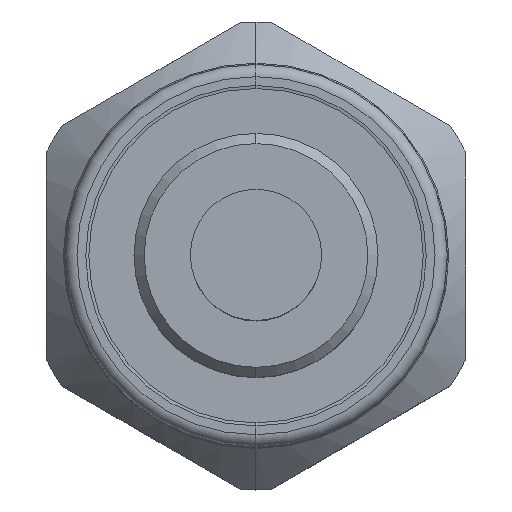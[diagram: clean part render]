
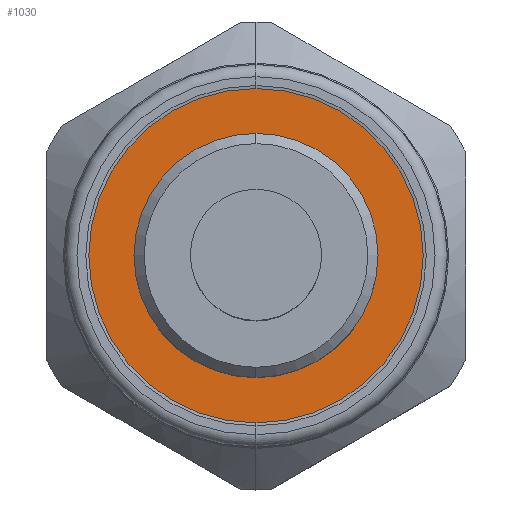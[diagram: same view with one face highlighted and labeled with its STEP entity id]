
A CAD part, top view. The second image highlights one B-rep face of the part: STEP entity #1030.
In plain terms, the highlighted planar face has unit normal (0, 0, 1).
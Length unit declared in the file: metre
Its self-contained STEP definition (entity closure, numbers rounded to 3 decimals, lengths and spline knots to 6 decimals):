
#81 = ORIENTED_EDGE ( 'NONE', *, *, #3132, .T. ) ;
#268 = CIRCLE ( 'NONE', #2078, 0.006 ) ;
#287 = ORIENTED_EDGE ( 'NONE', *, *, #2174, .T. ) ;
#374 = CARTESIAN_POINT ( 'NONE',  ( 0., 0., -0.021726 ) ) ;
#453 = AXIS2_PLACEMENT_3D ( 'NONE', #2939, #1096, #3237 ) ;
#539 = VERTEX_POINT ( 'NONE', #1048 ) ;
#694 = DIRECTION ( 'NONE',  ( 0., -1., 0. ) ) ;
#966 = CARTESIAN_POINT ( 'NONE',  ( 0., 0., -0.021726 ) ) ;
#1004 = DIRECTION ( 'NONE',  ( 0., 0., 1. ) ) ;
#1030 = ADVANCED_FACE ( 'NONE', ( #1860, #3817 ), #2804, .T. ) ;
#1034 = EDGE_LOOP ( 'NONE', ( #2329, #287 ) ) ;
#1048 = CARTESIAN_POINT ( 'NONE',  ( 0., 0.006, -0.021726 ) ) ;
#1096 = DIRECTION ( 'NONE',  ( 0., 0., 1. ) ) ;
#1139 = CARTESIAN_POINT ( 'NONE',  ( 0., 0., -0.021726 ) ) ;
#1171 = VERTEX_POINT ( 'NONE', #3064 ) ;
#1255 = DIRECTION ( 'NONE',  ( 0., 1., 0. ) ) ;
#1401 = EDGE_LOOP ( 'NONE', ( #4007, #81 ) ) ;
#1439 = AXIS2_PLACEMENT_3D ( 'NONE', #1139, #3286, #1449 ) ;
#1449 = DIRECTION ( 'NONE',  ( 0., -1., 0. ) ) ;
#1461 = CARTESIAN_POINT ( 'NONE',  ( 0., -0.006, -0.021726 ) ) ;
#1767 = AXIS2_PLACEMENT_3D ( 'NONE', #2845, #1004, #3141 ) ;
#1777 = AXIS2_PLACEMENT_3D ( 'NONE', #966, #3424, #1255 ) ;
#1837 = VERTEX_POINT ( 'NONE', #2703 ) ;
#1849 = CIRCLE ( 'NONE', #1767, 0.00822 ) ;
#1860 = FACE_OUTER_BOUND ( 'NONE', #1401, .T. ) ;
#1900 = CIRCLE ( 'NONE', #1439, 0.006 ) ;
#2078 = AXIS2_PLACEMENT_3D ( 'NONE', #374, #2536, #694 ) ;
#2086 = CIRCLE ( 'NONE', #453, 0.00822 ) ;
#2174 = EDGE_CURVE ( 'NONE', #4004, #539, #268, .T. ) ;
#2329 = ORIENTED_EDGE ( 'NONE', *, *, #2714, .T. ) ;
#2536 = DIRECTION ( 'NONE',  ( 0., 0., -1. ) ) ;
#2703 = CARTESIAN_POINT ( 'NONE',  ( 0., 0.00822, -0.021726 ) ) ;
#2714 = EDGE_CURVE ( 'NONE', #539, #4004, #1900, .T. ) ;
#2804 = PLANE ( 'NONE',  #1777 ) ;
#2845 = CARTESIAN_POINT ( 'NONE',  ( 0., 0., -0.021726 ) ) ;
#2939 = CARTESIAN_POINT ( 'NONE',  ( 0., 0., -0.021726 ) ) ;
#2989 = EDGE_CURVE ( 'NONE', #1837, #1171, #1849, .T. ) ;
#3064 = CARTESIAN_POINT ( 'NONE',  ( 0., -0.00822, -0.021726 ) ) ;
#3132 = EDGE_CURVE ( 'NONE', #1171, #1837, #2086, .T. ) ;
#3141 = DIRECTION ( 'NONE',  ( 0., 1., 0. ) ) ;
#3237 = DIRECTION ( 'NONE',  ( 0., 1., 0. ) ) ;
#3286 = DIRECTION ( 'NONE',  ( 0., 0., -1. ) ) ;
#3424 = DIRECTION ( 'NONE',  ( 0., 0., 1. ) ) ;
#3817 = FACE_BOUND ( 'NONE', #1034, .T. ) ;
#4004 = VERTEX_POINT ( 'NONE', #1461 ) ;
#4007 = ORIENTED_EDGE ( 'NONE', *, *, #2989, .T. ) ;
